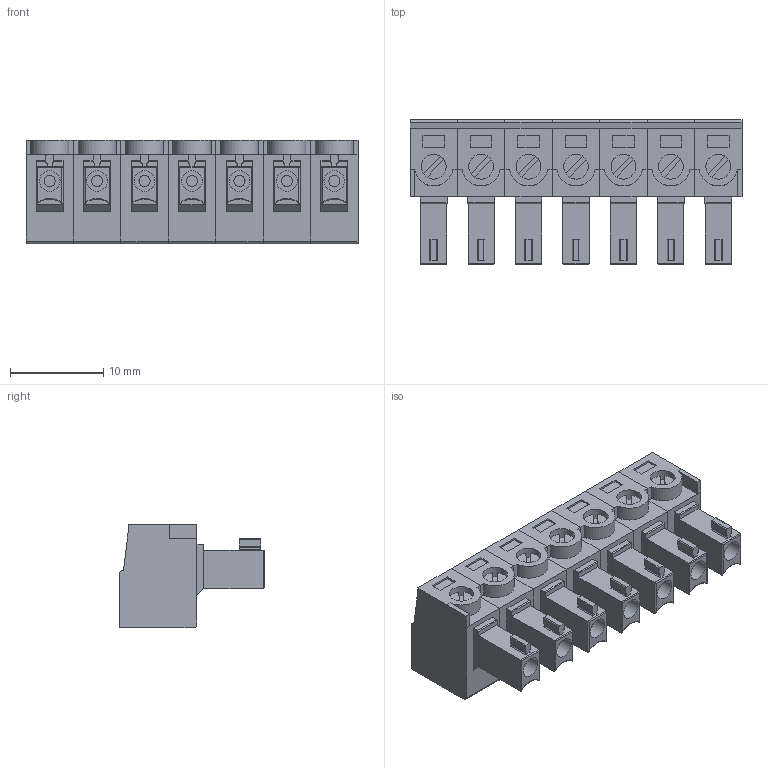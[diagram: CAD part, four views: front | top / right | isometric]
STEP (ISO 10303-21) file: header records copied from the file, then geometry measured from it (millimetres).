
FILE_DESCRIPTION(/* description */ (''),/* implementation_level */ '2;1');
FILE_NAME(/* name */ '15EDGK-5.08-07P-14-00A(H).stp',/* time_stamp */ '2019-05-19T23:40:23+03:00',/* author */ ('Boris'),/* organization */ (''),/* preprocessor_version */ 'ST-DEVELOPER v17.2',/* originating_system */ 'Autodesk Inventor 2019',/* authorisation */ '');
FILE_SCHEMA (('AUTOMOTIVE_DESIGN { 1 0 10303 214 3 1 1 }'));
Length unit declared in the file: millimetre
Products named in the file (4): 15EDGK-5.08-07P-14-00A(H); body_1pc EC350V; body_screw EC350V; body_15edgk_top
Assembly tree (16 placements, depth 2):
  15EDGK-5.08-07P-14-00A(H)
    body_1pc EC350V  x7
    body_screw EC350V  x7
    body_15edgk_top  x2
Bounding box: 35.56 x 15.5 x 11.1 mm (x, y, z)
Volume: 3174.4 mm3; surface area: 4353.5 mm2
Topology: 16 solids, 16 shells, 530 faces, 1270 edges, 828 vertices
Faces by surface type: plane 397, cylinder 126, torus 7
Full cylindrical faces by diameter (mm): 1.2 x7, 2.21 x7, 2.66 x14
Entity records: 2565 total; most frequent: CARTESIAN_POINT 440, DIRECTION 425, ORIENTED_EDGE 380, EDGE_CURVE 190, LINE 151, VECTOR 151, AXIS2_PLACEMENT_3D 137, VERTEX_POINT 124
